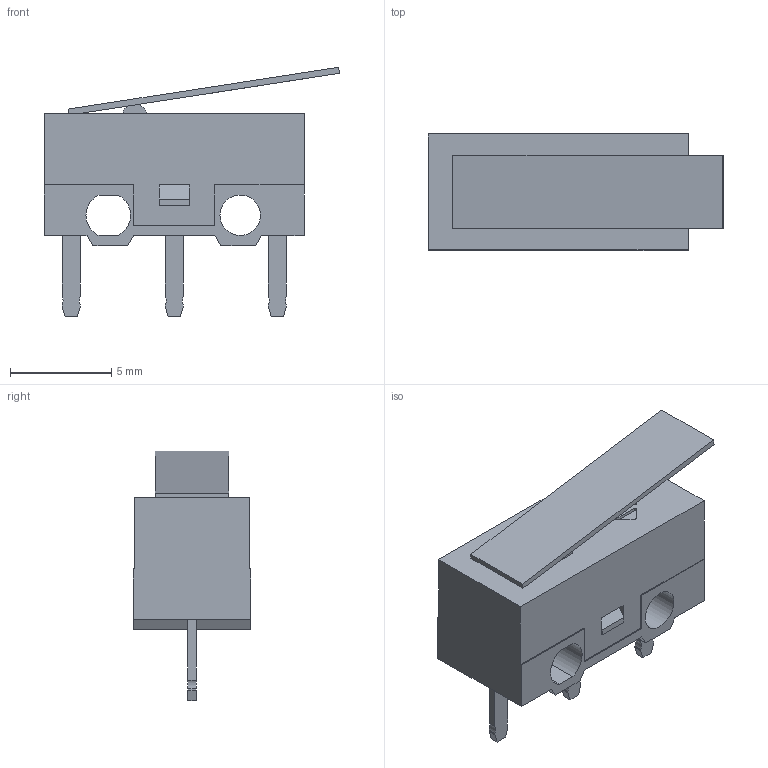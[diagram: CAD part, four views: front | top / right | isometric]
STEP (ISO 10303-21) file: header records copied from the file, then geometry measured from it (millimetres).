
FILE_DESCRIPTION((' '),'2;1');
FILE_NAME('SS075xx01FxxxP1A.stp','2017-07-21T11:06:43',(' '),(' '),' ','ACIS',' ');
FILE_SCHEMA(('CONFIG_CONTROL_DESIGN'));
Length unit declared in the file: inch
Products named in the file (1): SS075xx01FxxxP1A.stp
Bounding box: 14.55 x 5.8 x 12.3 mm (x, y, z)
Volume: 262.8 mm3; surface area: 809.9 mm2
Topology: 1 solids, 2 shells, 153 faces, 400 edges, 264 vertices
Faces by surface type: plane 128, cylinder 25
Full cylindrical faces by diameter (mm): 2 x1
Entity records: 4758 total; most frequent: CARTESIAN_POINT 817, ORIENTED_EDGE 798, DIRECTION 761, EDGE_CURVE 399, VECTOR 345, LINE 345, VERTEX_POINT 264, AXIS2_PLACEMENT_3D 208
